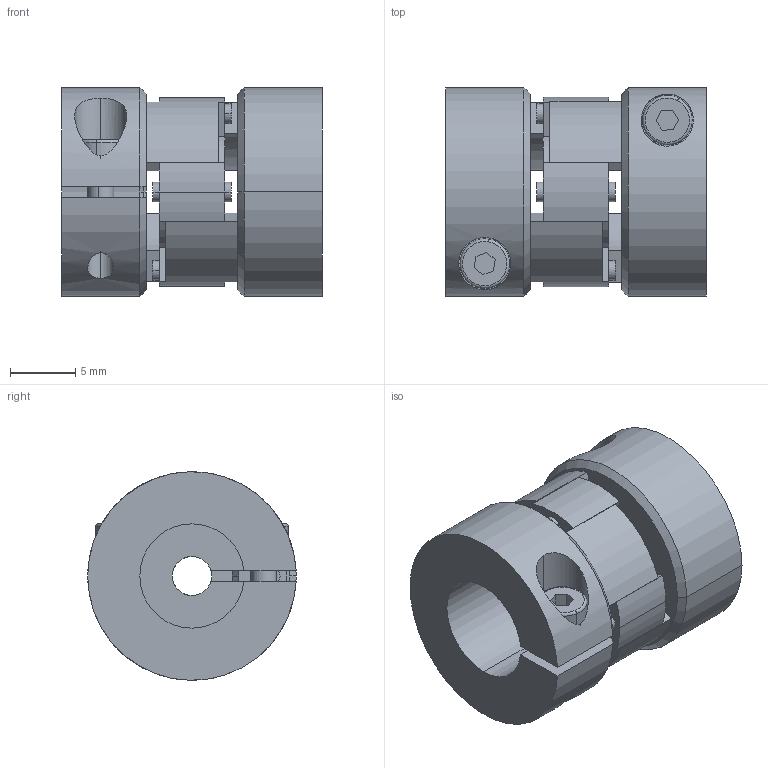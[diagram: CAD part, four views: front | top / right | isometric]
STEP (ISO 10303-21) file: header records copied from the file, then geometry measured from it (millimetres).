
FILE_DESCRIPTION(('STEP AP214'),'1');
FILE_NAME('cctmp_0CF43FF0-9618-405B-8E46-CB15DB1C47E5_2023_06_12_11_34_23_0348..stp','2023-06-12T09:34:23',('R+W Antriebselemente GmbH'),('CADClick - www.CADClick.com'),'Spatial InterOp 3D',' ','unknown authorization');
FILE_SCHEMA(('AUTOMOTIVE_DESIGN'));
Length unit declared in the file: millimetre
Products named in the file (6): cc_unnamed; EKL/2/20/B/8/6_4; EKL/2/20/B/8/6_3; EKL/2/20/B/8/6_2; EKL/2/20/B/8/6_1; EKL/2/20/B/8/6
Assembly tree (5 placements, depth 2):
  cc_unnamed
    EKL/2/20/B/8/6_4
    EKL/2/20/B/8/6_3
    EKL/2/20/B/8/6_2
    EKL/2/20/B/8/6_1
    EKL/2/20/B/8/6
Bounding box: 20 x 16 x 15.99 mm (x, y, z)
Volume: 2675.6 mm3; surface area: 2960.8 mm2
Topology: 5 solids, 5 shells, 150 faces, 364 edges, 238 vertices
Faces by surface type: cylinder 70, plane 64, cone 12, torus 4
Entity records: 5999 total; most frequent: CARTESIAN_POINT 958, DIRECTION 824, ORIENTED_EDGE 728, EDGE_CURVE 364, AXIS2_PLACEMENT_3D 316, VERTEX_POINT 238, LINE 192, VECTOR 192
